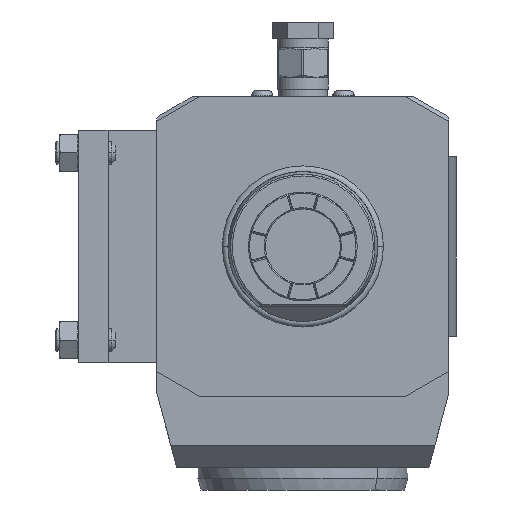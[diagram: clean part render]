
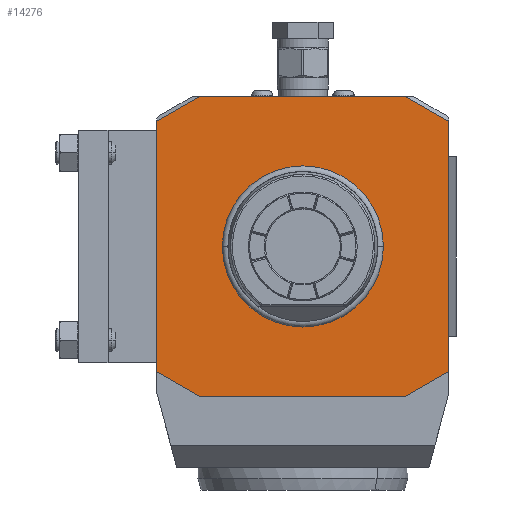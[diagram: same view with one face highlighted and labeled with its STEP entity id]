
A CAD part, front view. The second image highlights one B-rep face of the part: STEP entity #14276.
In plain terms, the highlighted planar face has unit normal (0, -1, 0).
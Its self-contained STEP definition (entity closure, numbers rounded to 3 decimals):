
#344=DIRECTION('',(-0.866,0.,0.5));
#345=VECTOR('',#344,13.279);
#346=CARTESIAN_POINT('',(-27.5,-86.,-40.));
#347=LINE('',#346,#345);
#348=DIRECTION('',(0.,0.,-1.));
#349=VECTOR('',#348,66.721);
#350=CARTESIAN_POINT('',(-39.,-86.,33.36));
#351=LINE('',#350,#349);
#352=DIRECTION('',(-0.866,0.,-0.5));
#353=VECTOR('',#352,13.279);
#354=CARTESIAN_POINT('',(-27.5,-86.,40.));
#355=LINE('',#354,#353);
#356=DIRECTION('',(-1.,0.,0.));
#357=VECTOR('',#356,55.);
#358=CARTESIAN_POINT('',(27.5,-86.,40.));
#359=LINE('',#358,#357);
#360=DIRECTION('',(-0.866,0.,0.5));
#361=VECTOR('',#360,13.279);
#362=CARTESIAN_POINT('',(39.,-86.,33.36));
#363=LINE('',#362,#361);
#364=DIRECTION('',(0.,0.,1.));
#365=VECTOR('',#364,66.721);
#366=CARTESIAN_POINT('',(39.,-86.,-33.36));
#367=LINE('',#366,#365);
#368=DIRECTION('',(-0.866,0.,-0.5));
#369=VECTOR('',#368,13.279);
#370=CARTESIAN_POINT('',(39.,-86.,-33.36));
#371=LINE('',#370,#369);
#372=DIRECTION('',(-1.,0.,0.));
#373=VECTOR('',#372,55.);
#374=CARTESIAN_POINT('',(27.5,-86.,-40.));
#375=LINE('',#374,#373);
#8236=CARTESIAN_POINT('',(0.,-86.,0.));
#8237=DIRECTION('',(0.,-1.,0.));
#8238=DIRECTION('',(1.,0.,0.));
#8239=AXIS2_PLACEMENT_3D('',#8236,#8237,#8238);
#8241=CARTESIAN_POINT('',(0.,-86.,0.));
#8242=DIRECTION('',(0.,-1.,0.));
#8243=DIRECTION('',(-1.,0.,0.));
#8244=AXIS2_PLACEMENT_3D('',#8241,#8242,#8243);
#13660=CARTESIAN_POINT('',(-27.5,-86.,40.));
#13661=CARTESIAN_POINT('',(-39.,-86.,33.36));
#13662=VERTEX_POINT('',#13660);
#13663=VERTEX_POINT('',#13661);
#13664=CARTESIAN_POINT('',(39.,-86.,33.36));
#13665=CARTESIAN_POINT('',(27.5,-86.,40.));
#13666=VERTEX_POINT('',#13664);
#13667=VERTEX_POINT('',#13665);
#13744=CARTESIAN_POINT('',(-27.5,-86.,-40.));
#13745=CARTESIAN_POINT('',(-39.,-86.,-33.36));
#13746=VERTEX_POINT('',#13744);
#13747=VERTEX_POINT('',#13745);
#13748=CARTESIAN_POINT('',(39.,-86.,-33.36));
#13749=CARTESIAN_POINT('',(27.5,-86.,-40.));
#13750=VERTEX_POINT('',#13748);
#13751=VERTEX_POINT('',#13749);
#13856=CARTESIAN_POINT('',(21.137,-86.,0.));
#13857=CARTESIAN_POINT('',(-21.137,-86.,0.));
#13858=VERTEX_POINT('',#13856);
#13859=VERTEX_POINT('',#13857);
#14252=CARTESIAN_POINT('',(-39.,-86.,-59.));
#14253=DIRECTION('',(0.,-1.,0.));
#14254=DIRECTION('',(1.,0.,0.));
#14255=AXIS2_PLACEMENT_3D('',#14252,#14253,#14254);
#14256=PLANE('',#14255);
#14257=ORIENTED_EDGE('',*,*,#14246,.T.);
#14258=ORIENTED_EDGE('',*,*,#14065,.F.);
#14260=ORIENTED_EDGE('',*,*,#14259,.F.);
#14262=ORIENTED_EDGE('',*,*,#14261,.F.);
#14264=ORIENTED_EDGE('',*,*,#14263,.F.);
#14265=ORIENTED_EDGE('',*,*,#14182,.F.);
#14266=ORIENTED_EDGE('',*,*,#14218,.T.);
#14267=ORIENTED_EDGE('',*,*,#14232,.T.);
#14268=EDGE_LOOP('',(#14257,#14258,#14260,#14262,#14264,#14265,#14266,#14267));
#14269=FACE_OUTER_BOUND('',#14268,.F.);
#14271=ORIENTED_EDGE('',*,*,#14270,.T.);
#14273=ORIENTED_EDGE('',*,*,#14272,.T.);
#14274=EDGE_LOOP('',(#14271,#14273));
#14275=FACE_BOUND('',#14274,.F.);
#8240=CIRCLE('',#8239,21.137);
#8245=CIRCLE('',#8244,21.137);
#14065=EDGE_CURVE('',#13663,#13747,#351,.T.);
#14182=EDGE_CURVE('',#13750,#13666,#367,.T.);
#14218=EDGE_CURVE('',#13750,#13751,#371,.T.);
#14232=EDGE_CURVE('',#13751,#13746,#375,.T.);
#14246=EDGE_CURVE('',#13746,#13747,#347,.T.);
#14259=EDGE_CURVE('',#13662,#13663,#355,.T.);
#14261=EDGE_CURVE('',#13667,#13662,#359,.T.);
#14263=EDGE_CURVE('',#13666,#13667,#363,.T.);
#14270=EDGE_CURVE('',#13858,#13859,#8240,.T.);
#14272=EDGE_CURVE('',#13859,#13858,#8245,.T.);
#14276=ADVANCED_FACE('',(#14269,#14275),#14256,.T.);
